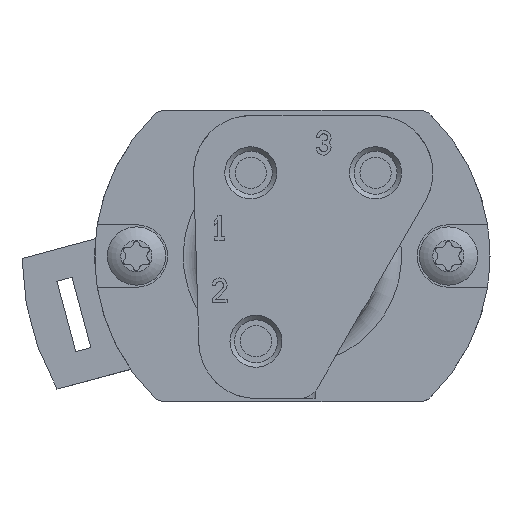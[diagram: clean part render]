
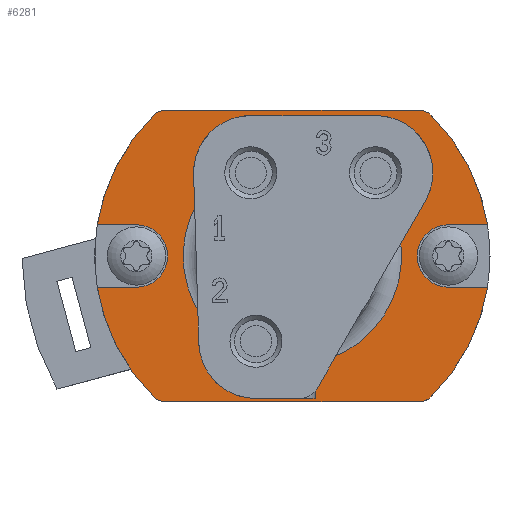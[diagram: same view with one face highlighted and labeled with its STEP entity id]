
A CAD part, front view. The second image highlights one B-rep face of the part: STEP entity #6281.
In plain terms, the highlighted planar face has unit normal (0, -1, 0).
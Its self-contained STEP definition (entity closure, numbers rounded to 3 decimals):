
#246=LINE('',#8667,#602);
#247=LINE('',#8671,#603);
#248=LINE('',#8674,#604);
#249=LINE('',#8678,#605);
#250=LINE('',#8681,#606);
#251=LINE('',#8684,#607);
#602=VECTOR('',#7198,1000.);
#603=VECTOR('',#7201,1000.);
#604=VECTOR('',#7204,1000.);
#605=VECTOR('',#7207,1000.);
#606=VECTOR('',#7210,1000.);
#607=VECTOR('',#7213,1000.);
#1010=ORIENTED_EDGE('',*,*,#2372,.T.);
#1011=ORIENTED_EDGE('',*,*,#2355,.F.);
#1012=ORIENTED_EDGE('',*,*,#2373,.F.);
#1013=ORIENTED_EDGE('',*,*,#2374,.F.);
#1014=ORIENTED_EDGE('',*,*,#2375,.F.);
#1015=ORIENTED_EDGE('',*,*,#2357,.F.);
#1016=ORIENTED_EDGE('',*,*,#2376,.F.);
#1017=ORIENTED_EDGE('',*,*,#2377,.T.);
#1018=ORIENTED_EDGE('',*,*,#2378,.T.);
#1019=ORIENTED_EDGE('',*,*,#2369,.F.);
#1020=ORIENTED_EDGE('',*,*,#2379,.F.);
#1021=ORIENTED_EDGE('',*,*,#2380,.F.);
#1022=ORIENTED_EDGE('',*,*,#2381,.F.);
#1023=ORIENTED_EDGE('',*,*,#2343,.F.);
#1024=ORIENTED_EDGE('',*,*,#2382,.T.);
#1025=ORIENTED_EDGE('',*,*,#2383,.T.);
#1026=ORIENTED_EDGE('',*,*,#2384,.F.);
#1027=ORIENTED_EDGE('',*,*,#2385,.F.);
#1028=ORIENTED_EDGE('',*,*,#2386,.F.);
#1029=ORIENTED_EDGE('',*,*,#2387,.F.);
#2343=EDGE_CURVE('',#3020,#3021,#3462,.T.);
#2355=EDGE_CURVE('',#3032,#3018,#3468,.T.);
#2357=EDGE_CURVE('',#3033,#3035,#3469,.T.);
#2369=EDGE_CURVE('',#3046,#3047,#3475,.T.);
#2372=EDGE_CURVE('',#3049,#3018,#246,.T.);
#2373=EDGE_CURVE('',#3050,#3032,#3477,.T.);
#2374=EDGE_CURVE('',#3051,#3050,#247,.T.);
#2375=EDGE_CURVE('',#3035,#3051,#3478,.T.);
#2376=EDGE_CURVE('',#3052,#3033,#248,.T.);
#2377=EDGE_CURVE('',#3052,#3053,#3479,.T.);
#2378=EDGE_CURVE('',#3053,#3047,#249,.T.);
#2379=EDGE_CURVE('',#3054,#3046,#3480,.T.);
#2380=EDGE_CURVE('',#3055,#3054,#250,.T.);
#2381=EDGE_CURVE('',#3021,#3055,#3481,.T.);
#2382=EDGE_CURVE('',#3020,#3056,#251,.T.);
#2383=EDGE_CURVE('',#3056,#3049,#3482,.T.);
#2384=EDGE_CURVE('',#3057,#3058,#3483,.T.);
#2385=EDGE_CURVE('',#3059,#3057,#3484,.T.);
#2386=EDGE_CURVE('',#3060,#3059,#3485,.T.);
#2387=EDGE_CURVE('',#3058,#3060,#3486,.T.);
#3018=VERTEX_POINT('',#8603);
#3020=VERTEX_POINT('',#8607);
#3021=VERTEX_POINT('',#8609);
#3032=VERTEX_POINT('',#8631);
#3033=VERTEX_POINT('',#8635);
#3035=VERTEX_POINT('',#8638);
#3046=VERTEX_POINT('',#8660);
#3047=VERTEX_POINT('',#8662);
#3049=VERTEX_POINT('',#8668);
#3050=VERTEX_POINT('',#8670);
#3051=VERTEX_POINT('',#8672);
#3052=VERTEX_POINT('',#8675);
#3053=VERTEX_POINT('',#8677);
#3054=VERTEX_POINT('',#8680);
#3055=VERTEX_POINT('',#8682);
#3056=VERTEX_POINT('',#8685);
#3057=VERTEX_POINT('',#8688);
#3058=VERTEX_POINT('',#8689);
#3059=VERTEX_POINT('',#8691);
#3060=VERTEX_POINT('',#8693);
#3462=CIRCLE('',#6566,19.);
#3468=CIRCLE('',#6572,19.);
#3469=CIRCLE('',#6574,19.);
#3475=CIRCLE('',#6580,19.);
#3477=CIRCLE('',#6583,1.6);
#3478=CIRCLE('',#6584,1.6);
#3479=CIRCLE('',#6585,3.);
#3480=CIRCLE('',#6586,1.6);
#3481=CIRCLE('',#6587,1.6);
#3482=CIRCLE('',#6588,3.);
#3483=CIRCLE('',#6589,10.5);
#3484=CIRCLE('',#6590,5.5);
#3485=CIRCLE('',#6591,10.5);
#3486=CIRCLE('',#6592,5.5);
#3723=EDGE_LOOP('',(#1010,#1011,#1012,#1013,#1014,#1015,#1016,#1017,#1018,
#1019,#1020,#1021,#1022,#1023,#1024,#1025));
#3724=EDGE_LOOP('',(#1026,#1027,#1028,#1029));
#4027=FACE_BOUND('',#3723,.T.);
#4028=FACE_BOUND('',#3724,.T.);
#4323=PLANE('',#6582);
#6281=ADVANCED_FACE('',(#4027,#4028),#4323,.F.);
#6566=AXIS2_PLACEMENT_3D('',#8608,#7150,#7151);
#6572=AXIS2_PLACEMENT_3D('',#8632,#7168,#7169);
#6574=AXIS2_PLACEMENT_3D('',#8637,#7173,#7174);
#6580=AXIS2_PLACEMENT_3D('',#8661,#7191,#7192);
#6582=AXIS2_PLACEMENT_3D('',#8666,#7196,#7197);
#6583=AXIS2_PLACEMENT_3D('',#8669,#7199,#7200);
#6584=AXIS2_PLACEMENT_3D('',#8673,#7202,#7203);
#6585=AXIS2_PLACEMENT_3D('',#8676,#7205,#7206);
#6586=AXIS2_PLACEMENT_3D('',#8679,#7208,#7209);
#6587=AXIS2_PLACEMENT_3D('',#8683,#7211,#7212);
#6588=AXIS2_PLACEMENT_3D('',#8686,#7214,#7215);
#6589=AXIS2_PLACEMENT_3D('',#8687,#7216,#7217);
#6590=AXIS2_PLACEMENT_3D('',#8690,#7218,#7219);
#6591=AXIS2_PLACEMENT_3D('',#8692,#7220,#7221);
#6592=AXIS2_PLACEMENT_3D('',#8694,#7222,#7223);
#7150=DIRECTION('',(0.,1.,0.));
#7151=DIRECTION('',(1.,0.,0.));
#7168=DIRECTION('',(0.,1.,0.));
#7169=DIRECTION('',(1.,0.,0.));
#7173=DIRECTION('',(0.,1.,0.));
#7174=DIRECTION('',(1.,0.,0.));
#7191=DIRECTION('',(0.,1.,0.));
#7192=DIRECTION('',(1.,0.,0.));
#7196=DIRECTION('',(0.,1.,0.));
#7197=DIRECTION('',(0.,0.,1.));
#7198=DIRECTION('',(-1.,0.,0.));
#7199=DIRECTION('',(0.,1.,0.));
#7200=DIRECTION('',(1.,0.,0.));
#7201=DIRECTION('',(-1.,0.,0.));
#7202=DIRECTION('',(0.,1.,0.));
#7203=DIRECTION('',(1.,0.,0.));
#7204=DIRECTION('',(1.,0.,0.));
#7205=DIRECTION('',(0.,1.,0.));
#7206=DIRECTION('',(1.,0.,0.));
#7207=DIRECTION('',(1.,0.,0.));
#7208=DIRECTION('',(0.,1.,0.));
#7209=DIRECTION('',(1.,0.,0.));
#7210=DIRECTION('',(1.,0.,0.));
#7211=DIRECTION('',(0.,1.,0.));
#7212=DIRECTION('',(1.,0.,0.));
#7213=DIRECTION('',(1.,0.,0.));
#7214=DIRECTION('',(0.,1.,0.));
#7215=DIRECTION('',(1.,0.,0.));
#7216=DIRECTION('',(0.,-1.,0.));
#7217=DIRECTION('',(0.,0.,-1.));
#7218=DIRECTION('',(0.,-1.,0.));
#7219=DIRECTION('',(0.,0.,-1.));
#7220=DIRECTION('',(0.,-1.,0.));
#7221=DIRECTION('',(0.,0.,-1.));
#7222=DIRECTION('',(0.,-1.,0.));
#7223=DIRECTION('',(0.,0.,-1.));
#8603=CARTESIAN_POINT('',(-18.762,0.,-3.));
#8607=CARTESIAN_POINT('',(-18.762,0.,3.));
#8608=CARTESIAN_POINT('',(0.,0.,0.));
#8609=CARTESIAN_POINT('',(-13.329,0.,13.54));
#8631=CARTESIAN_POINT('',(-13.329,0.,-13.54));
#8632=CARTESIAN_POINT('',(0.,0.,0.));
#8635=CARTESIAN_POINT('',(18.762,0.,-3.));
#8637=CARTESIAN_POINT('',(0.,0.,0.));
#8638=CARTESIAN_POINT('',(13.329,0.,-13.54));
#8660=CARTESIAN_POINT('',(13.329,0.,13.54));
#8661=CARTESIAN_POINT('',(0.,0.,0.));
#8662=CARTESIAN_POINT('',(18.762,0.,3.));
#8666=CARTESIAN_POINT('',(-12.207,0.,-12.4));
#8667=CARTESIAN_POINT('',(-15.,0.,-3.));
#8668=CARTESIAN_POINT('',(-15.,0.,-3.));
#8669=CARTESIAN_POINT('',(-12.207,0.,-12.4));
#8670=CARTESIAN_POINT('',(-12.207,0.,-14.));
#8671=CARTESIAN_POINT('',(12.207,0.,-14.));
#8672=CARTESIAN_POINT('',(12.207,0.,-14.));
#8673=CARTESIAN_POINT('',(12.207,0.,-12.4));
#8674=CARTESIAN_POINT('',(-12.207,0.,-3.));
#8675=CARTESIAN_POINT('',(15.,0.,-3.));
#8676=CARTESIAN_POINT('',(15.,0.,0.));
#8677=CARTESIAN_POINT('',(15.,0.,3.));
#8678=CARTESIAN_POINT('',(15.,0.,3.));
#8679=CARTESIAN_POINT('',(12.207,0.,12.4));
#8680=CARTESIAN_POINT('',(12.207,0.,14.));
#8681=CARTESIAN_POINT('',(-12.207,0.,14.));
#8682=CARTESIAN_POINT('',(-12.207,0.,14.));
#8683=CARTESIAN_POINT('',(-12.207,0.,12.4));
#8684=CARTESIAN_POINT('',(-20.,0.,3.));
#8685=CARTESIAN_POINT('',(-15.,0.,3.));
#8686=CARTESIAN_POINT('',(-15.,0.,0.));
#8687=CARTESIAN_POINT('',(0.,0.,0.));
#8688=CARTESIAN_POINT('',(1.547,0.,-10.385));
#8689=CARTESIAN_POINT('',(10.088,0.,2.912));
#8690=CARTESIAN_POINT('',(-3.5,0.,-8.2));
#8691=CARTESIAN_POINT('',(-8.57,0.,-6.067));
#8692=CARTESIAN_POINT('',(0.,0.,0.));
#8693=CARTESIAN_POINT('',(2.912,0.,10.088));
#8694=CARTESIAN_POINT('',(8.,0.,8.));
